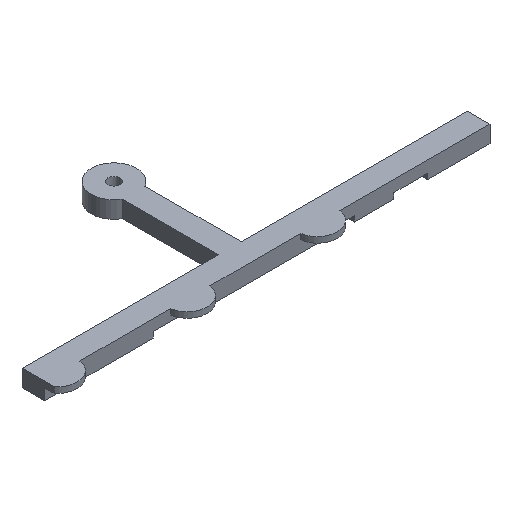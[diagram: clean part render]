
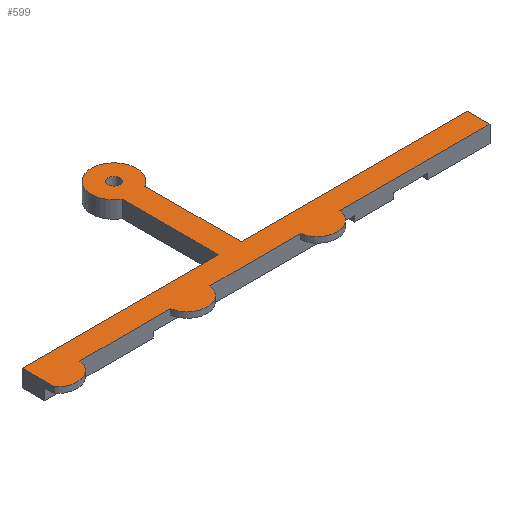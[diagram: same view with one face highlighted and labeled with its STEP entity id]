
A CAD part, isometric view. The second image highlights one B-rep face of the part: STEP entity #599.
In plain terms, the highlighted planar face has unit normal (0, 0, 1).
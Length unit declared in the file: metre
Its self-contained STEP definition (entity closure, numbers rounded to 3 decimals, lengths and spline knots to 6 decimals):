
#12=CIRCLE('',#616,0.0035);
#15=CIRCLE('',#621,0.00105);
#16=CIRCLE('',#625,0.004);
#18=CIRCLE('',#629,0.0035);
#20=CIRCLE('',#632,0.0035);
#180=ORIENTED_EDGE('',*,*,#244,.F.);
#181=ORIENTED_EDGE('',*,*,#228,.F.);
#182=ORIENTED_EDGE('',*,*,#202,.T.);
#183=ORIENTED_EDGE('',*,*,#255,.F.);
#184=ORIENTED_EDGE('',*,*,#224,.T.);
#185=ORIENTED_EDGE('',*,*,#257,.F.);
#186=ORIENTED_EDGE('',*,*,#220,.T.);
#187=ORIENTED_EDGE('',*,*,#245,.F.);
#188=ORIENTED_EDGE('',*,*,#232,.F.);
#189=ORIENTED_EDGE('',*,*,#248,.F.);
#190=ORIENTED_EDGE('',*,*,#250,.T.);
#191=ORIENTED_EDGE('',*,*,#253,.T.);
#192=ORIENTED_EDGE('',*,*,#195,.F.);
#193=ORIENTED_EDGE('',*,*,#275,.F.);
#195=EDGE_CURVE('',#277,#278,#333,.T.);
#202=EDGE_CURVE('',#284,#285,#340,.T.);
#220=EDGE_CURVE('',#303,#302,#358,.T.);
#224=EDGE_CURVE('',#307,#306,#362,.T.);
#228=EDGE_CURVE('',#284,#310,#12,.F.);
#232=EDGE_CURVE('',#312,#314,#368,.T.);
#244=EDGE_CURVE('',#325,#325,#15,.T.);
#245=EDGE_CURVE('',#314,#302,#379,.T.);
#248=EDGE_CURVE('',#326,#312,#382,.T.);
#250=EDGE_CURVE('',#326,#328,#16,.T.);
#253=EDGE_CURVE('',#328,#278,#385,.T.);
#255=EDGE_CURVE('',#307,#285,#18,.F.);
#257=EDGE_CURVE('',#303,#306,#20,.F.);
#275=EDGE_CURVE('',#310,#277,#401,.T.);
#277=VERTEX_POINT('',#818);
#278=VERTEX_POINT('',#820);
#284=VERTEX_POINT('',#834);
#285=VERTEX_POINT('',#835);
#302=VERTEX_POINT('',#869);
#303=VERTEX_POINT('',#871);
#306=VERTEX_POINT('',#877);
#307=VERTEX_POINT('',#879);
#310=VERTEX_POINT('',#887);
#312=VERTEX_POINT('',#893);
#314=VERTEX_POINT('',#896);
#325=VERTEX_POINT('',#920);
#326=VERTEX_POINT('',#926);
#328=VERTEX_POINT('',#932);
#333=LINE('',#819,#403);
#340=LINE('',#833,#410);
#358=LINE('',#870,#428);
#362=LINE('',#878,#432);
#368=LINE('',#895,#438);
#379=LINE('',#922,#449);
#382=LINE('',#928,#452);
#385=LINE('',#937,#455);
#401=LINE('',#982,#471);
#403=VECTOR('',#661,1.);
#410=VECTOR('',#670,1.);
#428=VECTOR('',#688,1.);
#432=VECTOR('',#692,1.);
#438=VECTOR('',#706,1.);
#449=VECTOR('',#725,1.);
#452=VECTOR('',#730,1.);
#455=VECTOR('',#741,1.);
#471=VECTOR('',#811,1.);
#506=EDGE_LOOP('',(#180));
#507=EDGE_LOOP('',(#181,#182,#183,#184,#185,#186,#187,#188,#189,#190,#191,
#192,#193));
#542=FACE_BOUND('',#506,.T.);
#543=FACE_BOUND('',#507,.T.);
#568=PLANE('',#655);
#599=ADVANCED_FACE('',(#542,#543),#568,.T.);
#616=AXIS2_PLACEMENT_3D('',#886,#698,#699);
#621=AXIS2_PLACEMENT_3D('',#919,#721,#722);
#625=AXIS2_PLACEMENT_3D('',#931,#734,#735);
#629=AXIS2_PLACEMENT_3D('',#940,#745,#746);
#632=AXIS2_PLACEMENT_3D('',#943,#751,#752);
#655=AXIS2_PLACEMENT_3D('',#983,#812,#813);
#661=DIRECTION('',(1.,0.,0.));
#670=DIRECTION('',(1.,0.,0.));
#688=DIRECTION('',(1.,0.,0.));
#692=DIRECTION('',(1.,0.,0.));
#698=DIRECTION('',(0.,0.,1.));
#699=DIRECTION('',(1.,0.,0.));
#706=DIRECTION('',(1.,0.,0.));
#721=DIRECTION('',(0.,0.,1.));
#722=DIRECTION('',(1.,0.,0.));
#725=DIRECTION('',(0.,-1.,0.));
#730=DIRECTION('',(0.,-1.,0.));
#734=DIRECTION('',(0.,0.,1.));
#735=DIRECTION('',(1.,0.,0.));
#741=DIRECTION('',(0.,-1.,0.));
#745=DIRECTION('',(0.,0.,1.));
#746=DIRECTION('',(1.,0.,0.));
#751=DIRECTION('',(0.,0.,1.));
#752=DIRECTION('',(1.,0.,0.));
#811=DIRECTION('',(0.,1.,0.));
#812=DIRECTION('',(0.,0.,1.));
#813=DIRECTION('',(1.,0.,0.));
#818=CARTESIAN_POINT('',(-0.005344,0.009933,0.003));
#819=CARTESIAN_POINT('',(0.007888,0.009933,0.003));
#820=CARTESIAN_POINT('',(0.029406,0.009933,0.003));
#833=CARTESIAN_POINT('',(0.029888,0.005933,0.003));
#834=CARTESIAN_POINT('',(0.00087,0.005933,0.003));
#835=CARTESIAN_POINT('',(0.016942,0.005933,0.003));
#869=CARTESIAN_POINT('',(0.073406,0.005933,0.003));
#870=CARTESIAN_POINT('',(0.029888,0.005933,0.003));
#871=CARTESIAN_POINT('',(0.04687,0.005933,0.003));
#877=CARTESIAN_POINT('',(0.039942,0.005933,0.003));
#878=CARTESIAN_POINT('',(0.029888,0.005933,0.003));
#879=CARTESIAN_POINT('',(0.02387,0.005933,0.003));
#886=CARTESIAN_POINT('',(-0.002594,0.006433,0.003));
#887=CARTESIAN_POINT('',(-0.005344,0.004268,0.003));
#893=CARTESIAN_POINT('',(0.033406,0.009933,0.003));
#895=CARTESIAN_POINT('',(0.053406,0.009933,0.003));
#896=CARTESIAN_POINT('',(0.073406,0.009933,0.003));
#919=CARTESIAN_POINT('',(0.031406,0.030433,0.003));
#920=CARTESIAN_POINT('',(0.032456,0.030433,0.003));
#922=CARTESIAN_POINT('',(0.073406,0.007933,0.003));
#926=CARTESIAN_POINT('',(0.033406,0.026969,0.003));
#928=CARTESIAN_POINT('',(0.033406,0.018451,0.003));
#931=CARTESIAN_POINT('',(0.031406,0.030433,0.003));
#932=CARTESIAN_POINT('',(0.029406,0.026969,0.003));
#937=CARTESIAN_POINT('',(0.029406,0.018451,0.003));
#940=CARTESIAN_POINT('',(0.020406,0.006433,0.003));
#943=CARTESIAN_POINT('',(0.043406,0.006433,0.003));
#982=CARTESIAN_POINT('',(-0.005344,0.007933,0.003));
#983=CARTESIAN_POINT('',(0.,0.,0.003));
